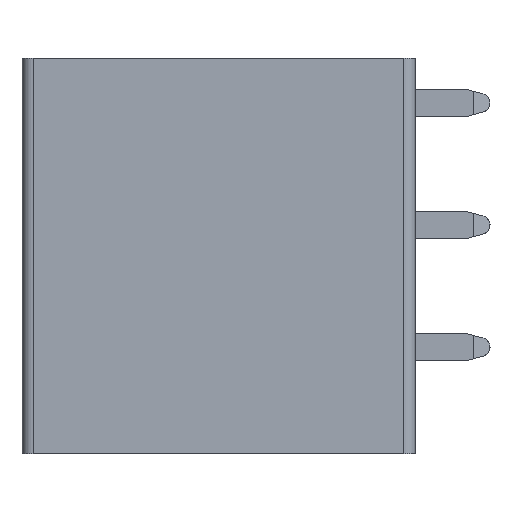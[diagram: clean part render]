
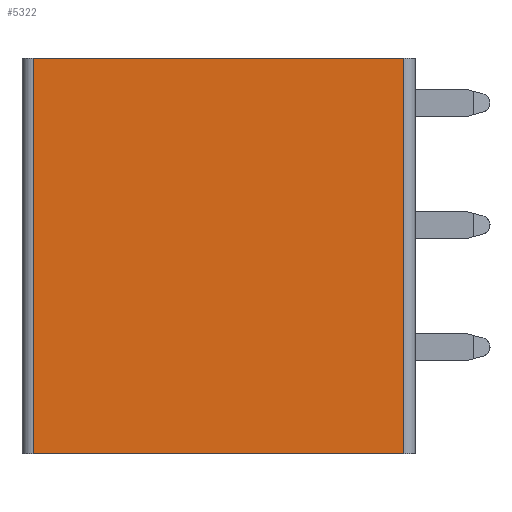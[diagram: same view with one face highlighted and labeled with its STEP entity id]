
A CAD part, front view. The second image highlights one B-rep face of the part: STEP entity #5322.
In plain terms, the highlighted planar face has unit normal (0, -1, 0).
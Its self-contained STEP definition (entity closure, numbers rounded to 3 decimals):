
#27=DIRECTION('',(1.,0.,0.));
#28=VECTOR('',#27,22.75);
#29=CARTESIAN_POINT('',(-11.375,-9.25,-3.75));
#30=LINE('',#29,#28);
#1329=DIRECTION('',(0.,0.,-1.));
#1330=VECTOR('',#1329,24.3);
#1331=CARTESIAN_POINT('',(11.375,-9.25,20.55));
#1332=LINE('',#1331,#1330);
#1333=DIRECTION('',(0.,0.,-1.));
#1334=VECTOR('',#1333,24.3);
#1335=CARTESIAN_POINT('',(-11.375,-9.25,20.55));
#1336=LINE('',#1335,#1334);
#1440=DIRECTION('',(1.,0.,0.));
#1441=VECTOR('',#1440,22.75);
#1442=CARTESIAN_POINT('',(-11.375,-9.25,20.55));
#1443=LINE('',#1442,#1441);
#3064=CARTESIAN_POINT('',(11.375,-9.25,-3.75));
#3066=VERTEX_POINT('',#3064);
#3067=CARTESIAN_POINT('',(11.375,-9.25,20.55));
#3068=VERTEX_POINT('',#3067);
#3071=CARTESIAN_POINT('',(-11.375,-9.25,-3.75));
#3073=VERTEX_POINT('',#3071);
#3077=CARTESIAN_POINT('',(-11.375,-9.25,20.55));
#3078=VERTEX_POINT('',#3077);
#5309=CARTESIAN_POINT('',(-12.075,-9.25,-3.75));
#5310=DIRECTION('',(0.,-1.,0.));
#5311=DIRECTION('',(1.,0.,0.));
#5312=AXIS2_PLACEMENT_3D('',#5309,#5310,#5311);
#5313=PLANE('',#5312);
#5314=ORIENTED_EDGE('',*,*,#5301,.T.);
#5315=ORIENTED_EDGE('',*,*,#3678,.F.);
#5317=ORIENTED_EDGE('',*,*,#5316,.F.);
#5319=ORIENTED_EDGE('',*,*,#5318,.T.);
#5320=EDGE_LOOP('',(#5314,#5315,#5317,#5319));
#5321=FACE_OUTER_BOUND('',#5320,.F.);
#3678=EDGE_CURVE('',#3073,#3066,#30,.T.);
#5301=EDGE_CURVE('',#3068,#3066,#1332,.T.);
#5316=EDGE_CURVE('',#3078,#3073,#1336,.T.);
#5318=EDGE_CURVE('',#3078,#3068,#1443,.T.);
#5322=ADVANCED_FACE('',(#5321),#5313,.T.);
